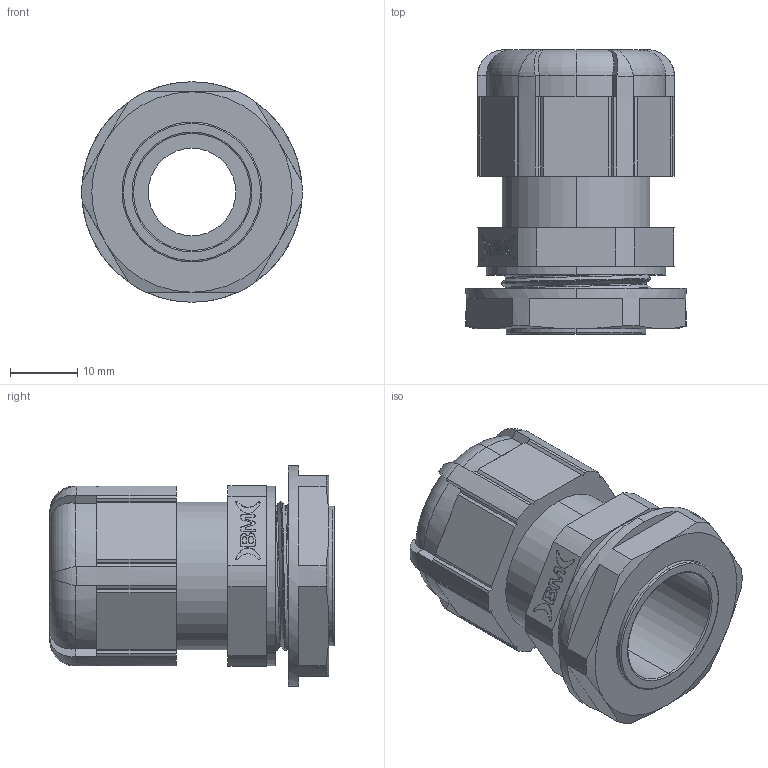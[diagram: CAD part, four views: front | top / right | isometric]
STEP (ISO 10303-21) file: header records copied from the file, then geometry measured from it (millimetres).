
FILE_DESCRIPTION (( 'STEP AP203' ), '1' );
FILE_NAME ('4716.STEP', '2026-03-12T12:45:16', ( '' ), ( '' ), 'SwSTEP 2.0', 'SolidWorks 2025', '' );
FILE_SCHEMA (( 'CONFIG_CONTROL_DESIGN' ));
Length unit declared in the file: millimetre
Products named in the file (1): 4716
Bounding box: 32.8 x 42.3 x 32.8 mm (x, y, z)
Volume: 15535.3 mm3; surface area: 8100.9 mm2
Topology: 1 solids, 1 shells, 312 faces, 827 edges, 538 vertices
Faces by surface type: plane 156, bspline 92, cylinder 39, torus 19, cone 6
Entity records: 15063 total; most frequent: CARTESIAN_POINT 7917, ORIENTED_EDGE 1652, DIRECTION 1145, EDGE_CURVE 826, VERTEX_POINT 536, VECTOR 461, LINE 461, AXIS2_PLACEMENT_3D 342
